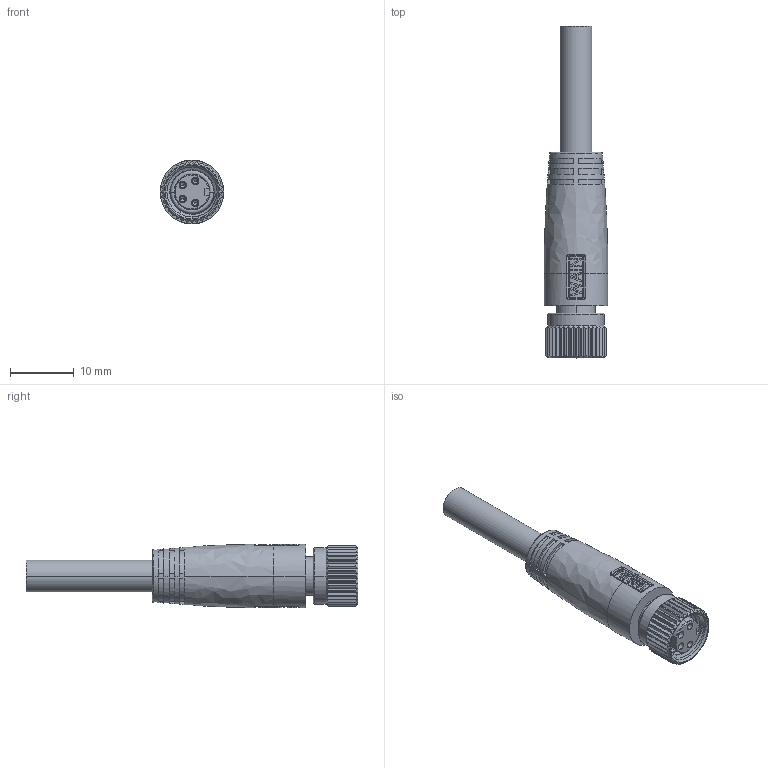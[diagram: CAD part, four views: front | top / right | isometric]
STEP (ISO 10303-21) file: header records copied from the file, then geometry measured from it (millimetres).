
FILE_DESCRIPTION((''),'2;1');
FILE_NAME('M8-FC04-T_SW0001','2017-06-09T',('zq.xu'),(''),'PRO/ENGINEER BY PARAMETRIC TECHNOLOGY CORPORATION, 2012480','PRO/ENGINEER BY PARAMETRIC TECHNOLOGY CORPORATION, 2012480','');
FILE_SCHEMA(('AUTOMOTIVE_DESIGN { 1 0 10303 214 1 1 1 1 }'));
Length unit declared in the file: millimetre
Products named in the file (1): M8-FC04-T_SW0001
Bounding box: 10 x 52 x 10 mm (x, y, z)
Volume: 2411.2 mm3; surface area: 2231.8 mm2
Topology: 1 solids, 1 shells, 476 faces, 1245 edges, 792 vertices
Faces by surface type: plane 239, cylinder 121, cone 46, bspline 44, torus 26
Entity records: 18454 total; most frequent: CARTESIAN_POINT 7461, ORIENTED_EDGE 2474, DIRECTION 2019, EDGE_CURVE 1237, AXIS2_PLACEMENT_3D 792, VERTEX_POINT 792, EDGE_LOOP 505, FACE_OUTER_BOUND 476
